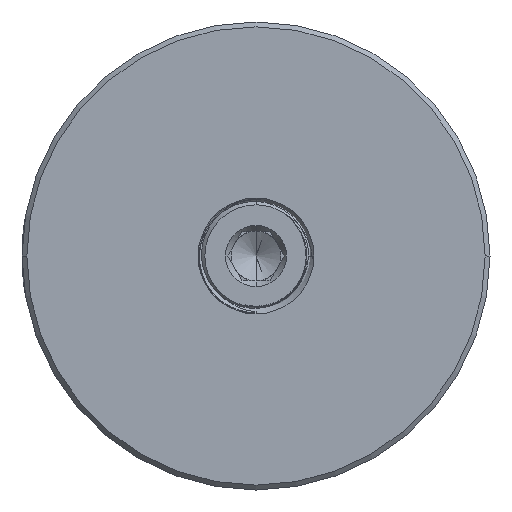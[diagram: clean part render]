
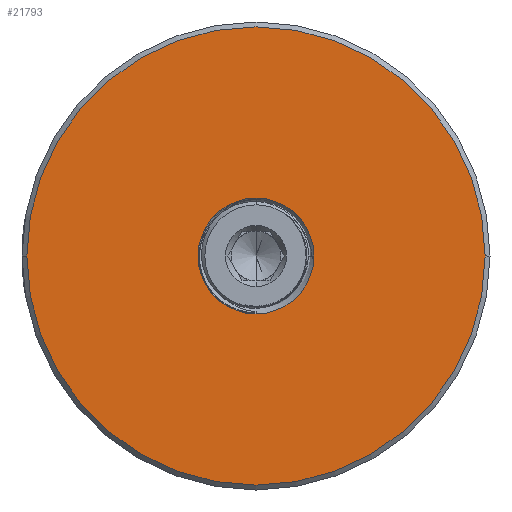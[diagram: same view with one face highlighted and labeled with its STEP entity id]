
A CAD part, left-side view. The second image highlights one B-rep face of the part: STEP entity #21793.
In plain terms, the highlighted planar face has unit normal (-1, 0, 0).
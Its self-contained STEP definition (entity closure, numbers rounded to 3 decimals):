
#15 = CIRCLE ( 'NONE', #4286, 18.8 ) ;
#1008 = FACE_OUTER_BOUND ( 'NONE', #15897, .T. ) ;
#1621 = DIRECTION ( 'NONE',  ( 0., -1., 0. ) ) ;
#4286 = AXIS2_PLACEMENT_3D ( 'NONE', #25272, #39633, #1621 ) ;
#8140 = ORIENTED_EDGE ( 'NONE', *, *, #18096, .T. ) ;
#8698 = DIRECTION ( 'NONE',  ( 1., 0., 0. ) ) ;
#9280 = ORIENTED_EDGE ( 'NONE', *, *, #11686, .T. ) ;
#9580 = DIRECTION ( 'NONE',  ( 0., -1., 0. ) ) ;
#10130 = EDGE_CURVE ( 'NONE', #34786, #14292, #15, .T. ) ;
#10437 = DIRECTION ( 'NONE',  ( 1., 0., 0. ) ) ;
#11686 = EDGE_CURVE ( 'NONE', #16818, #24792, #16514, .T. ) ;
#13690 = PLANE ( 'NONE',  #36348 ) ;
#14292 = VERTEX_POINT ( 'NONE', #22097 ) ;
#14879 = ORIENTED_EDGE ( 'NONE', *, *, #29532, .T. ) ;
#15466 = CIRCLE ( 'NONE', #32685, 4.75 ) ;
#15897 = EDGE_LOOP ( 'NONE', ( #33487, #14879 ) ) ;
#16514 = CIRCLE ( 'NONE', #19662, 4.75 ) ;
#16818 = VERTEX_POINT ( 'NONE', #30102 ) ;
#17222 = DIRECTION ( 'NONE',  ( 0., -1., 0. ) ) ;
#18096 = EDGE_CURVE ( 'NONE', #24792, #16818, #15466, .T. ) ;
#19662 = AXIS2_PLACEMENT_3D ( 'NONE', #43963, #22867, #33458 ) ;
#20898 = CARTESIAN_POINT ( 'NONE',  ( -27.55, 0., 0. ) ) ;
#21793 = ADVANCED_FACE ( 'NONE', ( #23028, #1008 ), #13690, .F. ) ;
#22097 = CARTESIAN_POINT ( 'NONE',  ( -27.55, 18.8, 0. ) ) ;
#22867 = DIRECTION ( 'NONE',  ( 1., 0., 0. ) ) ;
#23028 = FACE_BOUND ( 'NONE', #24393, .T. ) ;
#24393 = EDGE_LOOP ( 'NONE', ( #8140, #9280 ) ) ;
#24792 = VERTEX_POINT ( 'NONE', #25886 ) ;
#25272 = CARTESIAN_POINT ( 'NONE',  ( -27.55, 0., 0. ) ) ;
#25886 = CARTESIAN_POINT ( 'NONE',  ( -27.55, 4.75, 0. ) ) ;
#26172 = CARTESIAN_POINT ( 'NONE',  ( -27.55, 0., 0. ) ) ;
#26901 = DIRECTION ( 'NONE',  ( -1., 0., 0. ) ) ;
#29349 = CARTESIAN_POINT ( 'NONE',  ( -27.55, -18.8, 0. ) ) ;
#29436 = CIRCLE ( 'NONE', #31699, 18.8 ) ;
#29532 = EDGE_CURVE ( 'NONE', #14292, #34786, #29436, .T. ) ;
#29879 = DIRECTION ( 'NONE',  ( 0., -1., 0. ) ) ;
#30102 = CARTESIAN_POINT ( 'NONE',  ( -27.55, -4.75, 0. ) ) ;
#31699 = AXIS2_PLACEMENT_3D ( 'NONE', #44662, #26901, #9580 ) ;
#32685 = AXIS2_PLACEMENT_3D ( 'NONE', #26172, #8698, #29879 ) ;
#33458 = DIRECTION ( 'NONE',  ( 0., -1., 0. ) ) ;
#33487 = ORIENTED_EDGE ( 'NONE', *, *, #10130, .T. ) ;
#34786 = VERTEX_POINT ( 'NONE', #29349 ) ;
#36348 = AXIS2_PLACEMENT_3D ( 'NONE', #20898, #10437, #17222 ) ;
#39633 = DIRECTION ( 'NONE',  ( -1., 0., 0. ) ) ;
#43963 = CARTESIAN_POINT ( 'NONE',  ( -27.55, 0., 0. ) ) ;
#44662 = CARTESIAN_POINT ( 'NONE',  ( -27.55, 0., 0. ) ) ;
